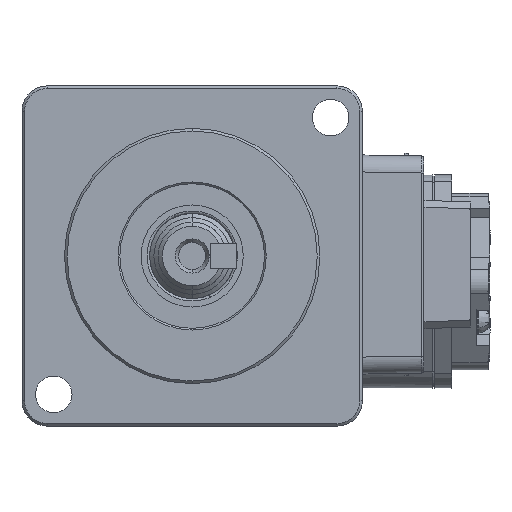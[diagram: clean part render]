
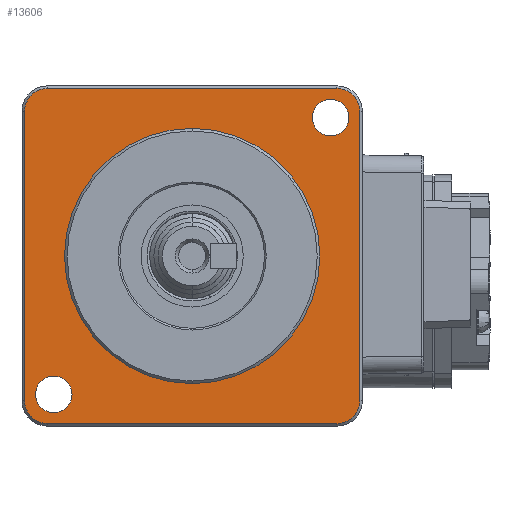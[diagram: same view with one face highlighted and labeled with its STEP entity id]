
A CAD part, left-side view. The second image highlights one B-rep face of the part: STEP entity #13606.
In plain terms, the highlighted planar face has unit normal (-1, 0, 0).
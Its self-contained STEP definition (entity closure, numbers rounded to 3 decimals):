
#247 = ORIENTED_EDGE ( 'NONE', *, *, #21429, .T. ) ;
#589 = EDGE_CURVE ( 'NONE', #26946, #20733, #7907, .T. ) ;
#595 = FACE_BOUND ( 'NONE', #26200, .T. ) ;
#840 = LINE ( 'NONE', #3477, #17731 ) ;
#1547 = VERTEX_POINT ( 'NONE', #25765 ) ;
#1585 = CARTESIAN_POINT ( 'NONE',  ( 0., -0.3, -37. ) ) ;
#1748 = DIRECTION ( 'NONE',  ( 0., 0., 1. ) ) ;
#2295 = VECTOR ( 'NONE', #3169, 1000. ) ;
#2305 = FACE_BOUND ( 'NONE', #16802, .T. ) ;
#2410 = DIRECTION ( 'NONE',  ( -1., 0., 0. ) ) ;
#2422 = DIRECTION ( 'NONE',  ( 0., 0., 1. ) ) ;
#2751 = VERTEX_POINT ( 'NONE', #8790 ) ;
#2792 = ORIENTED_EDGE ( 'NONE', *, *, #8534, .T. ) ;
#3169 = DIRECTION ( 'NONE',  ( 0., 0., 1. ) ) ;
#3190 = CARTESIAN_POINT ( 'NONE',  ( 0., -3.737, -38.413 ) ) ;
#3384 = DIRECTION ( 'NONE',  ( 0., -1., 0. ) ) ;
#3477 = CARTESIAN_POINT ( 'NONE',  ( 0., -37., -39.7 ) ) ;
#3834 = CARTESIAN_POINT ( 'NONE',  ( 0., -20., -20. ) ) ;
#4014 = AXIS2_PLACEMENT_3D ( 'NONE', #11834, #13960, #4905 ) ;
#4115 = CARTESIAN_POINT ( 'NONE',  ( 0., -20., -35. ) ) ;
#4417 = EDGE_CURVE ( 'NONE', #11811, #5025, #17692, .T. ) ;
#4466 = AXIS2_PLACEMENT_3D ( 'NONE', #24464, #11287, #22269 ) ;
#4716 = EDGE_CURVE ( 'NONE', #1547, #5880, #13524, .T. ) ;
#4905 = DIRECTION ( 'NONE',  ( 0., 0., 1. ) ) ;
#5025 = VERTEX_POINT ( 'NONE', #25738 ) ;
#5167 = DIRECTION ( 'NONE',  ( 0., 0., 1. ) ) ;
#5259 = CARTESIAN_POINT ( 'NONE',  ( 0., -3.737, -36.263 ) ) ;
#5358 = AXIS2_PLACEMENT_3D ( 'NONE', #8016, #25582, #25763 ) ;
#5415 = FACE_OUTER_BOUND ( 'NONE', #5736, .T. ) ;
#5718 = DIRECTION ( 'NONE',  ( -1., 0., 0. ) ) ;
#5736 = EDGE_LOOP ( 'NONE', ( #17312, #22830, #247, #2792, #7932, #10147, #9619, #8510 ) ) ;
#5880 = VERTEX_POINT ( 'NONE', #22837 ) ;
#5903 = DIRECTION ( 'NONE',  ( 0., 0., -1. ) ) ;
#6151 = AXIS2_PLACEMENT_3D ( 'NONE', #10227, #14870, #1748 ) ;
#6553 = VERTEX_POINT ( 'NONE', #22029 ) ;
#6858 = PLANE ( 'NONE',  #4466 ) ;
#7025 = CARTESIAN_POINT ( 'NONE',  ( 0., -3., -3. ) ) ;
#7092 = CIRCLE ( 'NONE', #10312, 2.7 ) ;
#7307 = CIRCLE ( 'NONE', #12856, 15. ) ;
#7907 = CIRCLE ( 'NONE', #10322, 2.15 ) ;
#7932 = ORIENTED_EDGE ( 'NONE', *, *, #4417, .T. ) ;
#7944 = DIRECTION ( 'NONE',  ( 0., 0., 1. ) ) ;
#8016 = CARTESIAN_POINT ( 'NONE',  ( 0., -36.263, -3.737 ) ) ;
#8086 = DIRECTION ( 'NONE',  ( 0., 0., 1. ) ) ;
#8212 = DIRECTION ( 'NONE',  ( 0., 0., 1. ) ) ;
#8223 = CARTESIAN_POINT ( 'NONE',  ( 0., -37., -37. ) ) ;
#8510 = ORIENTED_EDGE ( 'NONE', *, *, #10161, .T. ) ;
#8534 = EDGE_CURVE ( 'NONE', #2751, #11811, #8961, .T. ) ;
#8790 = CARTESIAN_POINT ( 'NONE',  ( 0., -0.3, -3. ) ) ;
#8961 = LINE ( 'NONE', #1585, #14488 ) ;
#9423 = ORIENTED_EDGE ( 'NONE', *, *, #589, .F. ) ;
#9619 = ORIENTED_EDGE ( 'NONE', *, *, #20126, .T. ) ;
#9746 = VECTOR ( 'NONE', #24537, 1000. ) ;
#9891 = CARTESIAN_POINT ( 'NONE',  ( 0., -39.7, -3. ) ) ;
#9893 = CARTESIAN_POINT ( 'NONE',  ( 0., -0.3, -37. ) ) ;
#10147 = ORIENTED_EDGE ( 'NONE', *, *, #19965, .T. ) ;
#10161 = EDGE_CURVE ( 'NONE', #6553, #13176, #21279, .T. ) ;
#10227 = CARTESIAN_POINT ( 'NONE',  ( 0., -3., -37. ) ) ;
#10312 = AXIS2_PLACEMENT_3D ( 'NONE', #15620, #2410, #20529 ) ;
#10322 = AXIS2_PLACEMENT_3D ( 'NONE', #5259, #13929, #5167 ) ;
#11287 = DIRECTION ( 'NONE',  ( -1., 0., 0. ) ) ;
#11380 = EDGE_CURVE ( 'NONE', #25790, #13169, #14276, .T. ) ;
#11811 = VERTEX_POINT ( 'NONE', #9893 ) ;
#11834 = CARTESIAN_POINT ( 'NONE',  ( 0., -3.737, -36.263 ) ) ;
#11842 = VERTEX_POINT ( 'NONE', #4115 ) ;
#11961 = EDGE_CURVE ( 'NONE', #11842, #16663, #26955, .T. ) ;
#12061 = CARTESIAN_POINT ( 'NONE',  ( 0., -39.7, -3. ) ) ;
#12730 = AXIS2_PLACEMENT_3D ( 'NONE', #15364, #22177, #2422 ) ;
#12856 = AXIS2_PLACEMENT_3D ( 'NONE', #3834, #28225, #8086 ) ;
#13169 = VERTEX_POINT ( 'NONE', #25504 ) ;
#13176 = VERTEX_POINT ( 'NONE', #12061 ) ;
#13274 = EDGE_CURVE ( 'NONE', #13169, #25790, #22660, .T. ) ;
#13524 = LINE ( 'NONE', #15879, #9746 ) ;
#13606 = ADVANCED_FACE ( 'NONE', ( #5415, #17475, #2305, #595 ), #6858, .T. ) ;
#13929 = DIRECTION ( 'NONE',  ( -1., 0., 0. ) ) ;
#13960 = DIRECTION ( 'NONE',  ( -1., 0., 0. ) ) ;
#14276 = CIRCLE ( 'NONE', #5358, 2.15 ) ;
#14488 = VECTOR ( 'NONE', #5903, 1000. ) ;
#14757 = CARTESIAN_POINT ( 'NONE',  ( 0., -3.737, -34.113 ) ) ;
#14870 = DIRECTION ( 'NONE',  ( -1., 0., 0. ) ) ;
#15364 = CARTESIAN_POINT ( 'NONE',  ( 0., -20., -20. ) ) ;
#15425 = ORIENTED_EDGE ( 'NONE', *, *, #13274, .F. ) ;
#15620 = CARTESIAN_POINT ( 'NONE',  ( 0., -37., -3. ) ) ;
#15879 = CARTESIAN_POINT ( 'NONE',  ( 0., -3., -0.3 ) ) ;
#16663 = VERTEX_POINT ( 'NONE', #18274 ) ;
#16802 = EDGE_LOOP ( 'NONE', ( #16857, #9423 ) ) ;
#16857 = ORIENTED_EDGE ( 'NONE', *, *, #18445, .F. ) ;
#17187 = EDGE_LOOP ( 'NONE', ( #26222, #24435 ) ) ;
#17305 = CARTESIAN_POINT ( 'NONE',  ( 0., -36.263, -5.887 ) ) ;
#17312 = ORIENTED_EDGE ( 'NONE', *, *, #18394, .T. ) ;
#17475 = FACE_BOUND ( 'NONE', #17187, .T. ) ;
#17692 = CIRCLE ( 'NONE', #6151, 2.7 ) ;
#17731 = VECTOR ( 'NONE', #3384, 1000. ) ;
#18274 = CARTESIAN_POINT ( 'NONE',  ( 0., -20., -5. ) ) ;
#18394 = EDGE_CURVE ( 'NONE', #13176, #1547, #7092, .T. ) ;
#18445 = EDGE_CURVE ( 'NONE', #20733, #26946, #25995, .T. ) ;
#19382 = CARTESIAN_POINT ( 'NONE',  ( 0., -36.263, -3.737 ) ) ;
#19939 = AXIS2_PLACEMENT_3D ( 'NONE', #8223, #5718, #7944 ) ;
#19965 = EDGE_CURVE ( 'NONE', #5025, #23777, #840, .T. ) ;
#20126 = EDGE_CURVE ( 'NONE', #23777, #6553, #20133, .T. ) ;
#20133 = CIRCLE ( 'NONE', #19939, 2.7 ) ;
#20529 = DIRECTION ( 'NONE',  ( 0., 0., 1. ) ) ;
#20733 = VERTEX_POINT ( 'NONE', #14757 ) ;
#20744 = CIRCLE ( 'NONE', #26517, 2.7 ) ;
#21034 = CARTESIAN_POINT ( 'NONE',  ( 0., -37., -39.7 ) ) ;
#21279 = LINE ( 'NONE', #9891, #2295 ) ;
#21429 = EDGE_CURVE ( 'NONE', #5880, #2751, #20744, .T. ) ;
#22029 = CARTESIAN_POINT ( 'NONE',  ( 0., -39.7, -37. ) ) ;
#22177 = DIRECTION ( 'NONE',  ( -1., 0., 0. ) ) ;
#22269 = DIRECTION ( 'NONE',  ( 0., 0., 1. ) ) ;
#22456 = DIRECTION ( 'NONE',  ( 0., 0., 1. ) ) ;
#22660 = CIRCLE ( 'NONE', #26557, 2.15 ) ;
#22830 = ORIENTED_EDGE ( 'NONE', *, *, #4716, .T. ) ;
#22837 = CARTESIAN_POINT ( 'NONE',  ( 0., -3., -0.3 ) ) ;
#23777 = VERTEX_POINT ( 'NONE', #21034 ) ;
#24355 = DIRECTION ( 'NONE',  ( -1., 0., 0. ) ) ;
#24435 = ORIENTED_EDGE ( 'NONE', *, *, #28057, .F. ) ;
#24464 = CARTESIAN_POINT ( 'NONE',  ( 0., -20., -20. ) ) ;
#24537 = DIRECTION ( 'NONE',  ( 0., 1., 0. ) ) ;
#25504 = CARTESIAN_POINT ( 'NONE',  ( 0., -36.263, -1.587 ) ) ;
#25582 = DIRECTION ( 'NONE',  ( -1., 0., 0. ) ) ;
#25738 = CARTESIAN_POINT ( 'NONE',  ( 0., -3., -39.7 ) ) ;
#25763 = DIRECTION ( 'NONE',  ( 0., 0., 1. ) ) ;
#25765 = CARTESIAN_POINT ( 'NONE',  ( 0., -37., -0.3 ) ) ;
#25790 = VERTEX_POINT ( 'NONE', #17305 ) ;
#25857 = DIRECTION ( 'NONE',  ( -1., 0., 0. ) ) ;
#25995 = CIRCLE ( 'NONE', #4014, 2.15 ) ;
#26095 = ORIENTED_EDGE ( 'NONE', *, *, #11380, .F. ) ;
#26200 = EDGE_LOOP ( 'NONE', ( #15425, #26095 ) ) ;
#26222 = ORIENTED_EDGE ( 'NONE', *, *, #11961, .F. ) ;
#26517 = AXIS2_PLACEMENT_3D ( 'NONE', #7025, #24355, #22456 ) ;
#26557 = AXIS2_PLACEMENT_3D ( 'NONE', #19382, #25857, #8212 ) ;
#26946 = VERTEX_POINT ( 'NONE', #3190 ) ;
#26955 = CIRCLE ( 'NONE', #12730, 15. ) ;
#28057 = EDGE_CURVE ( 'NONE', #16663, #11842, #7307, .T. ) ;
#28225 = DIRECTION ( 'NONE',  ( -1., 0., 0. ) ) ;
